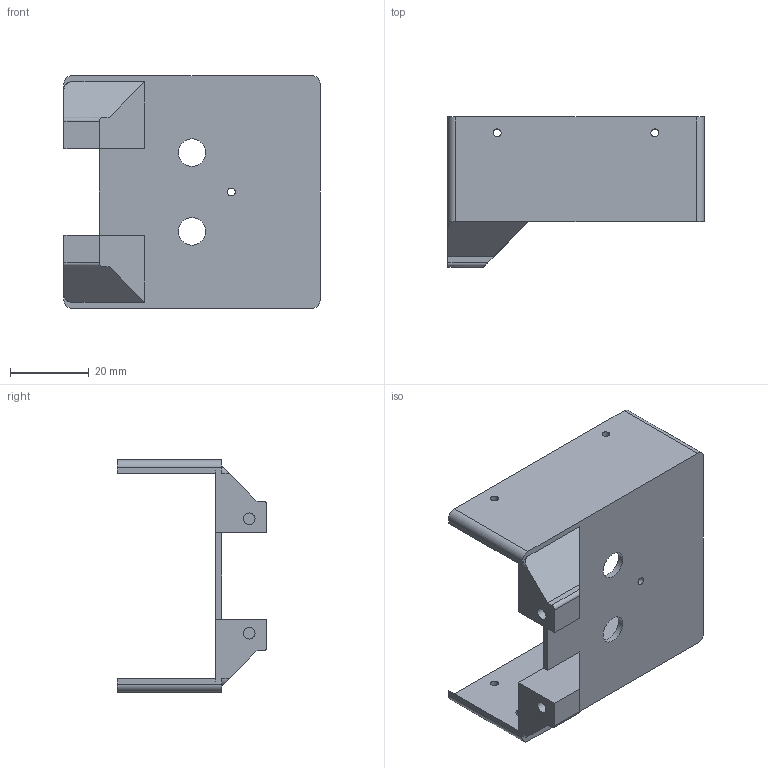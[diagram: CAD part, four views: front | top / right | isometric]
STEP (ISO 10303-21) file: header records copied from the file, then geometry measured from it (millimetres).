
FILE_DESCRIPTION(/* description */ (''),/* implementation_level */ '2;1');
FILE_NAME(/* name */ 'Cover.stp',/* time_stamp */ '2023-09-09T01:00:49-07:00',/* author */ ('devan'),/* organization */ (''),/* preprocessor_version */ 'ST-DEVELOPER v20',/* originating_system */ 'Autodesk Inventor 2024',/* authorisation */ '');
FILE_SCHEMA (('AUTOMOTIVE_DESIGN { 1 0 10303 214 3 1 1 }'));
Length unit declared in the file: millimetre
Products named in the file (1): Shell
Bounding box: 65 x 38 x 59 mm (x, y, z)
Volume: 14030.7 mm3; surface area: 15306.3 mm2
Topology: 1 solids, 1 shells, 62 faces, 174 edges, 116 vertices
Faces by surface type: plane 32, cylinder 30
Full cylindrical faces by diameter (mm): 2 x5, 3 x2, 5.5 x1, 7 x2
Entity records: 2101 total; most frequent: DIRECTION 360, CARTESIAN_POINT 353, ORIENTED_EDGE 348, EDGE_CURVE 174, AXIS2_PLACEMENT_3D 123, VERTEX_POINT 116, LINE 114, VECTOR 114
